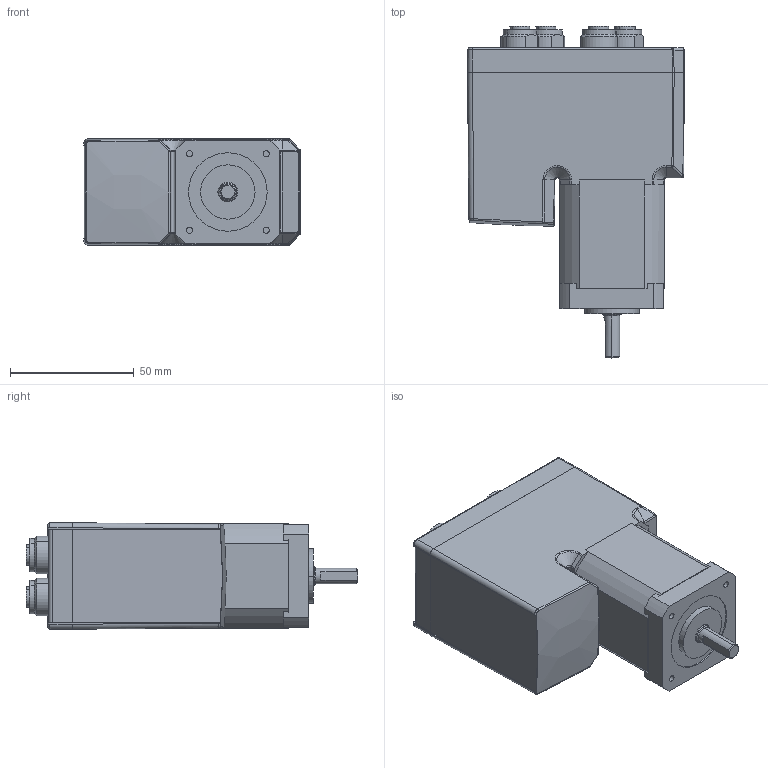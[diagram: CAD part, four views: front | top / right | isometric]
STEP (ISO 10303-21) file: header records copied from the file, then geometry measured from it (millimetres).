
FILE_DESCRIPTION (( 'STEP AP203' ), '1' );
FILE_NAME ('MIS176 M12 on end 6_35 shaft_Solid103.STEP', '2017-08-18T13:37:40', ( '' ), ( '' ), 'SwSTEP 2.0', 'SolidWorks 2017', '' );
FILE_SCHEMA (( 'CONFIG_CONTROL_DESIGN' ));
Length unit declared in the file: millimetre
Products named in the file (1): MIS176 M12 on end 6_35 shaft_Solid103
Bounding box: 87.76 x 134.3 x 43.06 mm (x, y, z)
Volume: 314891.2 mm3; surface area: 35310.7 mm2
Topology: 1 solids, 1 shells, 264 faces, 622 edges, 370 vertices
Faces by surface type: cylinder 107, plane 87, bspline 45, cone 25
Entity records: 8782 total; most frequent: CARTESIAN_POINT 3026, ORIENTED_EDGE 1224, DIRECTION 1130, EDGE_CURVE 612, AXIS2_PLACEMENT_3D 433, VERTEX_POINT 370, EDGE_LOOP 284, ADVANCED_FACE 264
